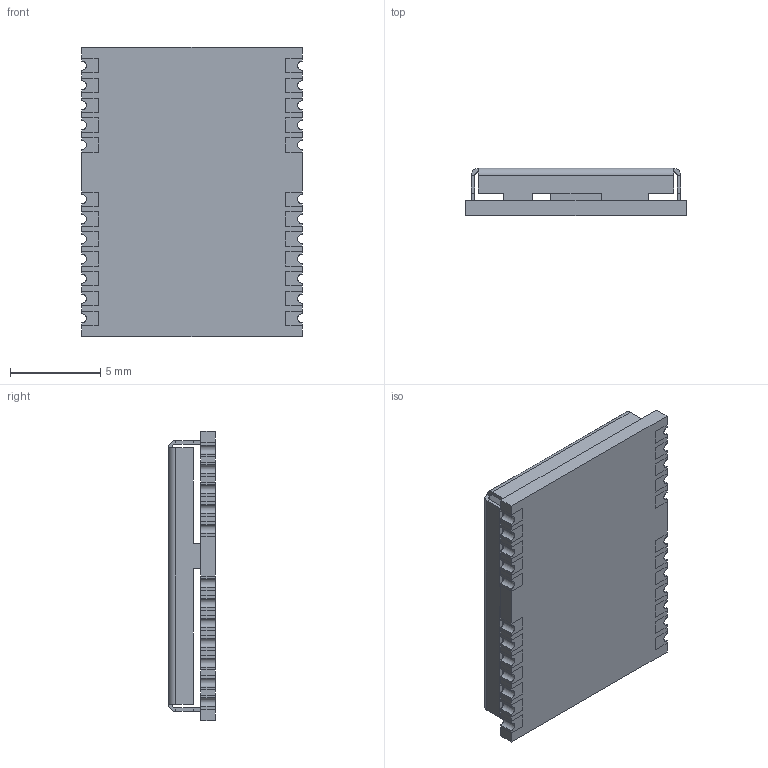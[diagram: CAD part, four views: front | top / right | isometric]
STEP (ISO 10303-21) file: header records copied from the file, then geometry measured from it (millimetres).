
FILE_DESCRIPTION (( 'STEP AP214' ), '1' );
FILE_NAME ('NEO-M9V-20B.STEP', '2025-01-02T03:41:10', ( 'LENOVO' ), ( '' ), 'SwSTEP 2.0', 'SolidWorks 2021', '' );
FILE_SCHEMA (( 'AUTOMOTIVE_DESIGN' ));
Length unit declared in the file: millimetre
Products named in the file (1): NEO-M9V-20B
Bounding box: 12.2 x 2.6 x 16 mm (x, y, z)
Volume: 204.3 mm3; surface area: 1012.3 mm2
Topology: 27 solids, 27 shells, 455 faces, 1072 edges, 672 vertices
Faces by surface type: plane 371, cylinder 84
Entity records: 13038 total; most frequent: CARTESIAN_POINT 2200, DIRECTION 2152, ORIENTED_EDGE 2144, EDGE_CURVE 1072, LINE 904, VECTOR 904, VERTEX_POINT 672, AXIS2_PLACEMENT_3D 624
